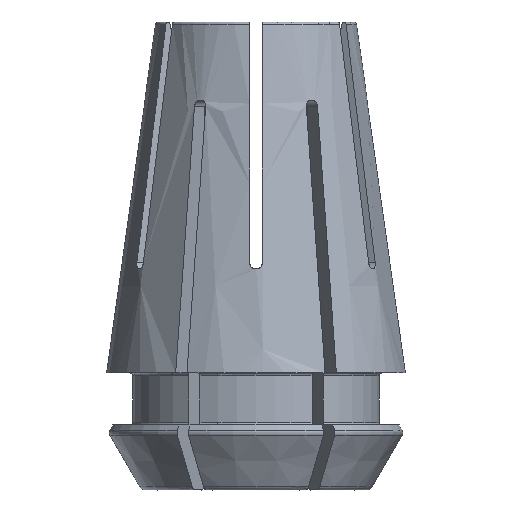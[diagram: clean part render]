
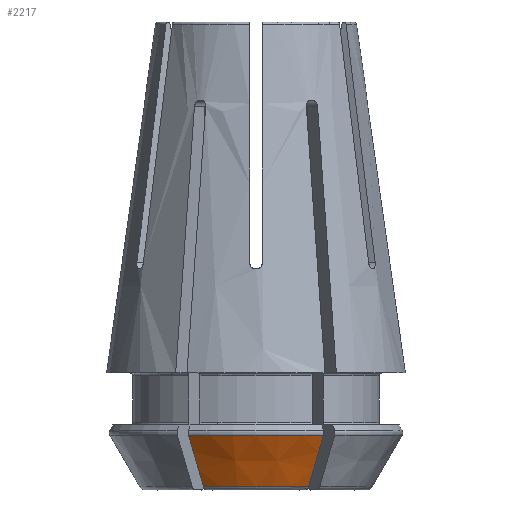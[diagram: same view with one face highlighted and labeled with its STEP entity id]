
A CAD part, left-side view. The second image highlights one B-rep face of the part: STEP entity #2217.
In plain terms, the highlighted conical face has half-angle 30 degrees and reference radius 4.479 mm.
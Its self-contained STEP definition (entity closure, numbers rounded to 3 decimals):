
#23=CONICAL_SURFACE('',#2381,4.479,0.524);
#250=CIRCLE('',#2380,5.623);
#251=CIRCLE('',#2382,9138.409);
#252=CIRCLE('',#2383,9138.409);
#253=CIRCLE('',#2384,4.479);
#450=ORIENTED_EDGE('',*,*,#1144,.F.);
#451=ORIENTED_EDGE('',*,*,#1143,.F.);
#452=ORIENTED_EDGE('',*,*,#1145,.T.);
#453=ORIENTED_EDGE('',*,*,#1146,.T.);
#1143=EDGE_CURVE('',#1483,#1482,#250,.T.);
#1144=EDGE_CURVE('',#1482,#1484,#251,.T.);
#1145=EDGE_CURVE('',#1483,#1485,#252,.T.);
#1146=EDGE_CURVE('',#1485,#1484,#253,.T.);
#1482=VERTEX_POINT('',#3507);
#1483=VERTEX_POINT('',#3512);
#1484=VERTEX_POINT('',#3516);
#1485=VERTEX_POINT('',#3518);
#1921=EDGE_LOOP('',(#450,#451,#452,#453));
#2045=FACE_BOUND('',#1921,.T.);
#2217=ADVANCED_FACE('',(#2045),#23,.T.);
#2380=AXIS2_PLACEMENT_3D('',#3513,#2699,#2700);
#2381=AXIS2_PLACEMENT_3D('',#3514,#2701,#2702);
#2382=AXIS2_PLACEMENT_3D('',#3515,#2703,#2704);
#2383=AXIS2_PLACEMENT_3D('',#3517,#2705,#2706);
#2384=AXIS2_PLACEMENT_3D('',#3519,#2707,#2708);
#2699=DIRECTION('',(0.,0.,1.));
#2700=DIRECTION('',(1.,0.,0.));
#2701=DIRECTION('',(0.,0.,1.));
#2702=DIRECTION('',(1.,0.,0.));
#2703=DIRECTION('',(0.5,-0.866,0.));
#2704=DIRECTION('',(-0.75,-0.433,-0.5));
#2705=DIRECTION('',(-0.5,-0.866,0.));
#2706=DIRECTION('',(-0.75,0.433,-0.5));
#2707=DIRECTION('',(0.,0.,1.));
#2708=DIRECTION('',(1.,0.,0.));
#3507=CARTESIAN_POINT('',(-4.99,-2.592,-2.393));
#3512=CARTESIAN_POINT('',(-4.99,2.592,-2.393));
#3513=CARTESIAN_POINT('',(0.,0.,-2.393));
#3514=CARTESIAN_POINT('',(0.,0.,-4.375));
#3515=CARTESIAN_POINT('',(6847.183,3953.511,4570.079));
#3516=CARTESIAN_POINT('',(-3.998,-2.019,-4.375));
#3517=CARTESIAN_POINT('',(6847.182,-3953.511,4570.079));
#3518=CARTESIAN_POINT('',(-3.998,2.019,-4.375));
#3519=CARTESIAN_POINT('',(0.,0.,-4.375));
